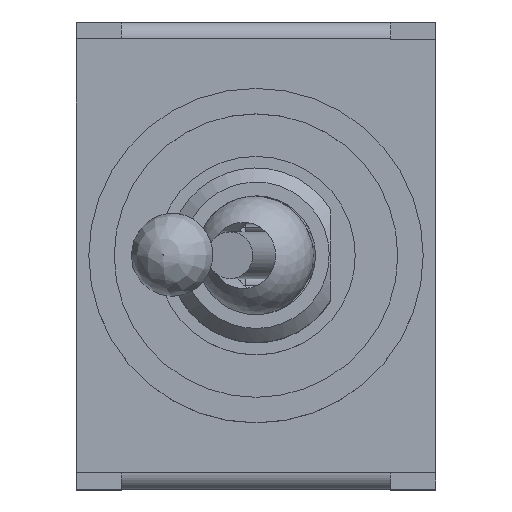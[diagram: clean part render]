
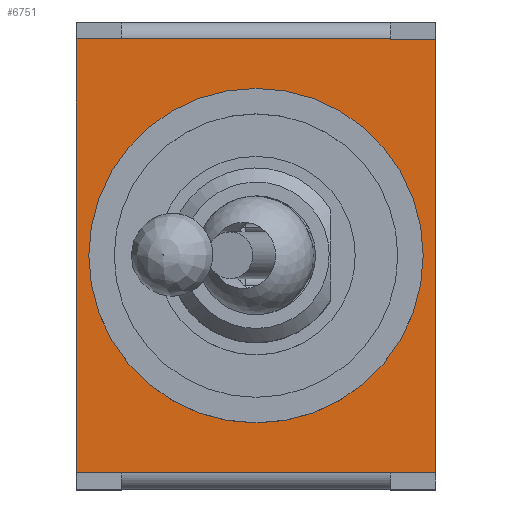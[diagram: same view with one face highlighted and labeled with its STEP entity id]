
A CAD part, top view. The second image highlights one B-rep face of the part: STEP entity #6751.
In plain terms, the highlighted planar face has unit normal (0, 0, 1).
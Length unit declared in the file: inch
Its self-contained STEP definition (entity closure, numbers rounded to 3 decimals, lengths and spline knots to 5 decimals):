
#250=LINE('',#10577,#947);
#252=LINE('',#10582,#949);
#254=LINE('',#10585,#951);
#257=LINE('',#10592,#954);
#259=LINE('',#10597,#956);
#264=LINE('',#10607,#961);
#266=LINE('',#10610,#963);
#268=LINE('',#10616,#965);
#277=LINE('',#10635,#974);
#278=LINE('',#10638,#975);
#947=VECTOR('',#8254,0.3937);
#949=VECTOR('',#8258,0.3937);
#951=VECTOR('',#8262,0.3937);
#954=VECTOR('',#8269,0.3937);
#956=VECTOR('',#8273,0.3937);
#961=VECTOR('',#8280,0.3937);
#963=VECTOR('',#8284,0.3937);
#965=VECTOR('',#8290,0.3937);
#974=VECTOR('',#8311,0.3937);
#975=VECTOR('',#8316,0.3937);
#1600=FACE_BOUND('',#2195,.T.);
#1776=FACE_OUTER_BOUND('',#2194,.T.);
#2194=EDGE_LOOP('',(#4879,#4880,#4881,#4882,#4883,#4884,#4885,#4886,#4887,
#4888));
#2195=EDGE_LOOP('',(#4889));
#2555=CIRCLE('',#7106,0.23248);
#2813=VERTEX_POINT('',#10060);
#2856=VERTEX_POINT('',#10225);
#2859=VERTEX_POINT('',#10232);
#2971=VERTEX_POINT('',#10570);
#2974=VERTEX_POINT('',#10575);
#2976=VERTEX_POINT('',#10580);
#2978=VERTEX_POINT('',#10590);
#2980=VERTEX_POINT('',#10595);
#2981=VERTEX_POINT('',#10600);
#2984=VERTEX_POINT('',#10605);
#2986=VERTEX_POINT('',#10614);
#3432=EDGE_CURVE('',#2813,#2813,#2555,.T.);
#3665=EDGE_CURVE('',#2974,#2971,#250,.T.);
#3667=EDGE_CURVE('',#2856,#2976,#252,.T.);
#3669=EDGE_CURVE('',#2976,#2971,#254,.T.);
#3673=EDGE_CURVE('',#2974,#2978,#257,.T.);
#3675=EDGE_CURVE('',#2859,#2980,#259,.T.);
#3680=EDGE_CURVE('',#2984,#2981,#264,.T.);
#3682=EDGE_CURVE('',#2980,#2981,#266,.T.);
#3685=EDGE_CURVE('',#2984,#2986,#268,.T.);
#3695=EDGE_CURVE('',#2986,#2856,#277,.T.);
#3697=EDGE_CURVE('',#2859,#2978,#278,.T.);
#4879=ORIENTED_EDGE('',*,*,#3673,.T.);
#4880=ORIENTED_EDGE('',*,*,#3697,.F.);
#4881=ORIENTED_EDGE('',*,*,#3675,.T.);
#4882=ORIENTED_EDGE('',*,*,#3682,.T.);
#4883=ORIENTED_EDGE('',*,*,#3680,.F.);
#4884=ORIENTED_EDGE('',*,*,#3685,.T.);
#4885=ORIENTED_EDGE('',*,*,#3695,.T.);
#4886=ORIENTED_EDGE('',*,*,#3667,.T.);
#4887=ORIENTED_EDGE('',*,*,#3669,.T.);
#4888=ORIENTED_EDGE('',*,*,#3665,.F.);
#4889=ORIENTED_EDGE('',*,*,#3432,.T.);
#6497=PLANE('',#7241);
#6751=ADVANCED_FACE('',(#1776,#1600),#6497,.T.);
#7106=AXIS2_PLACEMENT_3D('',#10062,#7829,#7830);
#7241=AXIS2_PLACEMENT_3D('',#10637,#8314,#8315);
#7829=DIRECTION('center_axis',(0.,0.,
-1.));
#7830=DIRECTION('ref_axis',(-1.,0.,0.));
#8254=DIRECTION('',(-1.,0.,0.));
#8258=DIRECTION('',(-1.,0.,0.));
#8262=DIRECTION('',(0.,-1.,0.));
#8269=DIRECTION('',(0.,-1.,0.));
#8273=DIRECTION('',(1.,0.,0.));
#8280=DIRECTION('',(1.,0.,0.));
#8284=DIRECTION('',(0.,1.,0.));
#8290=DIRECTION('',(0.,1.,0.));
#8311=DIRECTION('',(-1.,0.,0.));
#8314=DIRECTION('center_axis',(0.,0.,
1.));
#8315=DIRECTION('ref_axis',(1.,0.,0.));
#8316=DIRECTION('',(-1.,0.,0.));
#10060=CARTESIAN_POINT('',(0.23248,0.,0.41496));
#10062=CARTESIAN_POINT('Origin',(0.,0.,
0.41496));
#10225=CARTESIAN_POINT('',(-0.18701,0.30138,0.41496));
#10232=CARTESIAN_POINT('',(0.18701,-0.30138,0.41496));
#10570=CARTESIAN_POINT('',(-0.25,-0.30098,0.41496));
#10575=CARTESIAN_POINT('',(-0.18701,-0.30098,0.41496));
#10577=CARTESIAN_POINT('',(-0.18701,-0.30098,0.41496));
#10580=CARTESIAN_POINT('',(-0.25,0.30138,0.41496));
#10582=CARTESIAN_POINT('',(-0.18701,0.30138,0.41496));
#10585=CARTESIAN_POINT('',(-0.25,-0.30098,0.41496));
#10590=CARTESIAN_POINT('',(-0.18701,-0.30138,0.41496));
#10592=CARTESIAN_POINT('',(-0.18701,-0.30138,0.41496));
#10595=CARTESIAN_POINT('',(0.25,-0.30138,0.41496));
#10597=CARTESIAN_POINT('',(0.18701,-0.30138,0.41496));
#10600=CARTESIAN_POINT('',(0.25,0.30098,0.41496));
#10605=CARTESIAN_POINT('',(0.18701,0.30098,0.41496));
#10607=CARTESIAN_POINT('',(0.18701,0.30098,0.41496));
#10610=CARTESIAN_POINT('',(0.25,0.30098,0.41496));
#10614=CARTESIAN_POINT('',(0.18701,0.30138,0.41496));
#10616=CARTESIAN_POINT('',(0.18701,-0.30138,0.41496));
#10635=CARTESIAN_POINT('',(0.,0.30138,0.41496));
#10637=CARTESIAN_POINT('Origin',(0.,0.30138,
0.41496));
#10638=CARTESIAN_POINT('',(0.,-0.30138,0.41496));
